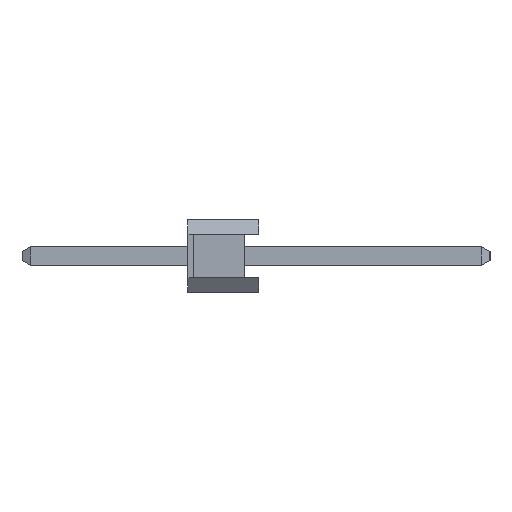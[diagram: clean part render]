
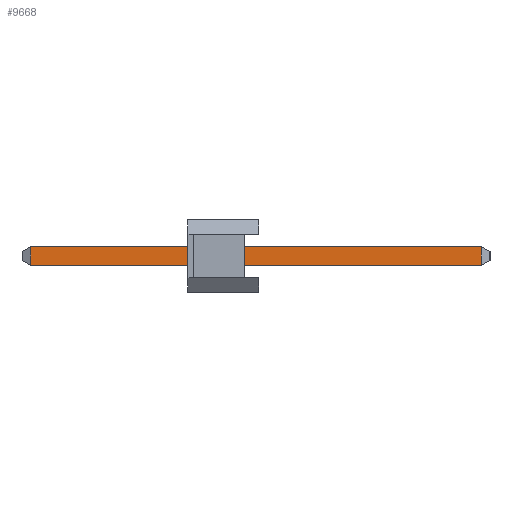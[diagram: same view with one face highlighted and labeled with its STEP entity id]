
A CAD part, left-side view. The second image highlights one B-rep face of the part: STEP entity #9668.
In plain terms, the highlighted planar face has unit normal (-1, 0, 0).
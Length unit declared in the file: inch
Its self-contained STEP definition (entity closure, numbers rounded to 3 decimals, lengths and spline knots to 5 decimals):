
#1189 = LINE ( 'NONE', #16201, #9214 ) ;
#1394 = FACE_OUTER_BOUND ( 'NONE', #12601, .T. ) ;
#1454 = EDGE_CURVE ( 'NONE', #9267, #12104, #1521, .T. ) ;
#1521 = LINE ( 'NONE', #2615, #9557 ) ;
#1804 = DIRECTION ( 'NONE',  ( 0., 0., -1. ) ) ;
#2342 = DIRECTION ( 'NONE',  ( 0., -1., 0. ) ) ;
#2501 = EDGE_CURVE ( 'NONE', #17956, #17587, #3961, .T. ) ;
#2615 = CARTESIAN_POINT ( 'NONE',  ( 11.09797, 14.9556, 0.13819 ) ) ;
#3394 = CARTESIAN_POINT ( 'NONE',  ( 11.09797, 14.9808, -0.48661 ) ) ;
#3961 = LINE ( 'NONE', #16752, #12017 ) ;
#5174 = ORIENTED_EDGE ( 'NONE', *, *, #5734, .T. ) ;
#5544 = VECTOR ( 'NONE', #11663, 39.37008 ) ;
#5734 = EDGE_CURVE ( 'NONE', #17587, #9267, #9329, .T. ) ;
#6820 = CARTESIAN_POINT ( 'NONE',  ( 11.09797, 14.9556, 0.13819 ) ) ;
#7111 = AXIS2_PLACEMENT_3D ( 'NONE', #7790, #20701, #11024 ) ;
#7790 = CARTESIAN_POINT ( 'NONE',  ( 11.09797, 14.9556, -0.07997 ) ) ;
#7882 = EDGE_CURVE ( 'NONE', #12104, #17956, #1189, .T. ) ;
#9214 = VECTOR ( 'NONE', #1804, 39.37008 ) ;
#9267 = VERTEX_POINT ( 'NONE', #6820 ) ;
#9329 = LINE ( 'NONE', #19733, #5544 ) ;
#9557 = VECTOR ( 'NONE', #10619, 39.37008 ) ;
#9668 = ADVANCED_FACE ( 'NONE', ( #1394 ), #19106, .T. ) ;
#10619 = DIRECTION ( 'NONE',  ( 0., 1., 0. ) ) ;
#11024 = DIRECTION ( 'NONE',  ( 0., -1., 0. ) ) ;
#11065 = CARTESIAN_POINT ( 'NONE',  ( 11.09797, 14.9808, 0.13819 ) ) ;
#11663 = DIRECTION ( 'NONE',  ( 0., 0., 1. ) ) ;
#12017 = VECTOR ( 'NONE', #2342, 39.37008 ) ;
#12104 = VERTEX_POINT ( 'NONE', #11065 ) ;
#12601 = EDGE_LOOP ( 'NONE', ( #13427, #14185, #5174, #12725 ) ) ;
#12725 = ORIENTED_EDGE ( 'NONE', *, *, #1454, .T. ) ;
#13427 = ORIENTED_EDGE ( 'NONE', *, *, #7882, .T. ) ;
#14185 = ORIENTED_EDGE ( 'NONE', *, *, #2501, .T. ) ;
#16201 = CARTESIAN_POINT ( 'NONE',  ( 11.09797, 14.9808, -0.07997 ) ) ;
#16752 = CARTESIAN_POINT ( 'NONE',  ( 11.09797, 14.9556, -0.48661 ) ) ;
#17587 = VERTEX_POINT ( 'NONE', #20181 ) ;
#17956 = VERTEX_POINT ( 'NONE', #3394 ) ;
#19106 = PLANE ( 'NONE',  #7111 ) ;
#19733 = CARTESIAN_POINT ( 'NONE',  ( 11.09797, 14.9556, -0.07997 ) ) ;
#20181 = CARTESIAN_POINT ( 'NONE',  ( 11.09797, 14.9556, -0.48661 ) ) ;
#20701 = DIRECTION ( 'NONE',  ( -1., 0., 0. ) ) ;
